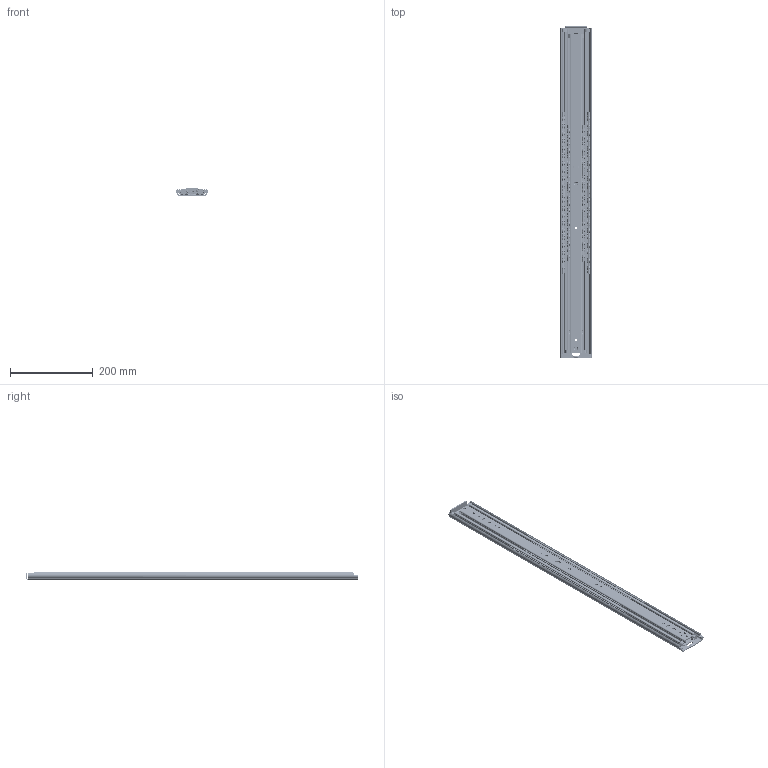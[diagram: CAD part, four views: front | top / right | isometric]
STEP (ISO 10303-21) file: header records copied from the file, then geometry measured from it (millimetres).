
FILE_DESCRIPTION(/* description */ ('Master (Parameters)'),/* implementation_level */ '2;1');
FILE_NAME(/* name */ '114-S09_02_in_nf.stp',/* time_stamp */ '2015-10-08T14:02:41+02:00',/* author */ ('r.schreurs'),/* organization */ (''),/* preprocessor_version */ 'ST-DEVELOPER v15.6',/* originating_system */ 'Autodesk Inventor 2015',/* authorisation */ '');
FILE_SCHEMA (('AUTOMOTIVE_DESIGN { 1 0 10303 214 3 1 1 }'));
Products named in the file (22): E000012383; E000012389; E000012384; E000003168; E000003170; E000003159; E000003874; E000003163; E000003885; E000012385; E000012390; E000012386; E000003167; E000003160; E000003158; E000003835; E000003162; E000008783; E000012387; E000012391; E000012388; E000012382
Assembly tree (57 placements, depth 5):
  E000012382
    E000012383
    E000012384
      E000012389
    E000012385
      E000003885
        E000003168
        E000003874  x8
          E000003170
          E000003159
        E000003163  x4
    E000012386
      E000012390
    E000012387
      E000008783
        E000003167  x2
        E000003835  x18
          E000003160
          E000003158
        E000003162  x4
    E000012388
      E000012391
Bounding box: 76.19 x 801 x 19.1 mm (x, y, z)
Volume: 538864.8 mm3; surface area: 465888 mm2
Topology: 116 solids, 116 shells, 9352 faces, 27153 edges, 17722 vertices
Faces by surface type: cylinder 5745, plane 3057, torus 240, bspline 160, sphere 76, cone 74
Full cylindrical faces by diameter (mm): 5.2 x8, 6.6 x9, 8 x2, 8.1 x36, 9.2 x40, 13.5 x1, 15 x2
Entity records: 73279 total; most frequent: CARTESIAN_POINT 19560, ORIENTED_EDGE 11516, DIRECTION 11023, EDGE_CURVE 5758, AXIS2_PLACEMENT_3D 4032, VERTEX_POINT 3724, LINE 2959, VECTOR 2959
